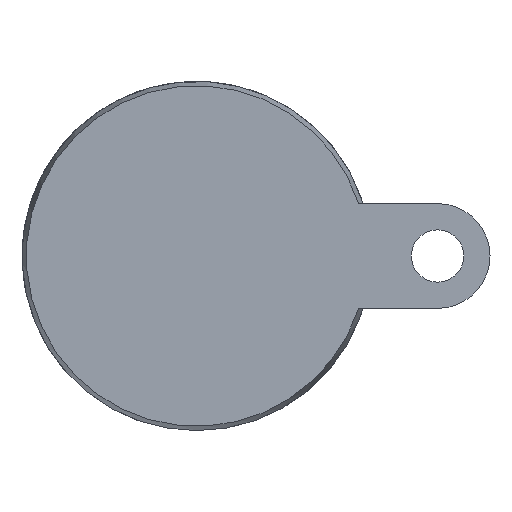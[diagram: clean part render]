
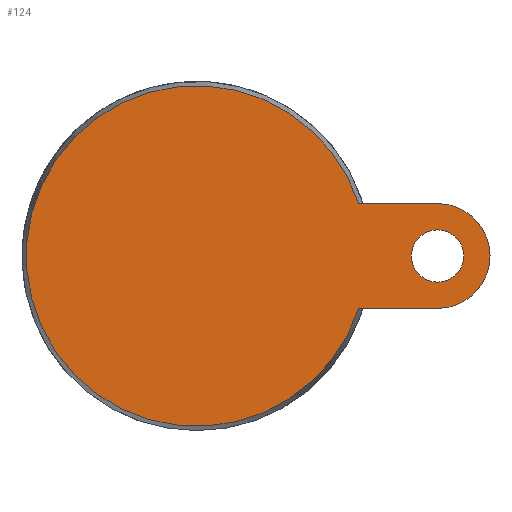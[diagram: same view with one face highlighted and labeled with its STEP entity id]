
A CAD part, front view. The second image highlights one B-rep face of the part: STEP entity #124.
In plain terms, the highlighted planar face has unit normal (0, -1, 0).
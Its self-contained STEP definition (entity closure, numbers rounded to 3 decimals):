
#124 = ADVANCED_FACE( '', ( #270, #271 ), #272, .F. );
#270 = FACE_BOUND( '', #461, .T. );
#271 = FACE_OUTER_BOUND( '', #462, .T. );
#272 = PLANE( '', #463 );
#461 = EDGE_LOOP( '', ( #729 ) );
#462 = EDGE_LOOP( '', ( #730, #731, #732, #733 ) );
#463 = AXIS2_PLACEMENT_3D( '', #734, #735, #736 );
#729 = ORIENTED_EDGE( '', *, *, #925, .T. );
#730 = ORIENTED_EDGE( '', *, *, #949, .F. );
#731 = ORIENTED_EDGE( '', *, *, #890, .T. );
#732 = ORIENTED_EDGE( '', *, *, #906, .F. );
#733 = ORIENTED_EDGE( '', *, *, #936, .F. );
#734 = CARTESIAN_POINT( '', ( 48.75, 0., 0. ) );
#735 = DIRECTION( '', ( 0., 1., 0. ) );
#736 = DIRECTION( '', ( 0., 0., 1. ) );
#890 = EDGE_CURVE( '', #1037, #1041, #1043, .T. );
#906 = EDGE_CURVE( '', #1065, #1041, #1066, .T. );
#925 = EDGE_CURVE( '', #1095, #1095, #1096, .T. );
#936 = EDGE_CURVE( '', #1111, #1065, #1112, .T. );
#949 = EDGE_CURVE( '', #1037, #1111, #1126, .T. );
#1037 = VERTEX_POINT( '', #1295 );
#1041 = VERTEX_POINT( '', #1302 );
#1043 = CIRCLE( '', #1307, 48.75 );
#1065 = VERTEX_POINT( '', #1369 );
#1066 = LINE( '', #1370, #1371 );
#1095 = VERTEX_POINT( '', #1414 );
#1096 = CIRCLE( '', #1415, 7.5 );
#1111 = VERTEX_POINT( '', #1442 );
#1112 = CIRCLE( '', #1443, 15. );
#1126 = LINE( '', #1458, #1459 );
#1295 = CARTESIAN_POINT( '', ( 46.385, 0., 15. ) );
#1302 = CARTESIAN_POINT( '', ( 46.385, 0., -15. ) );
#1307 = AXIS2_PLACEMENT_3D( '', #1535, #1536, #1537 );
#1369 = CARTESIAN_POINT( '', ( 69., 0., -15. ) );
#1370 = CARTESIAN_POINT( '', ( 69., 0., -15. ) );
#1371 = VECTOR( '', #1545, 1000. );
#1414 = CARTESIAN_POINT( '', ( 76.5, 0., 0. ) );
#1415 = AXIS2_PLACEMENT_3D( '', #1575, #1576, #1577 );
#1442 = CARTESIAN_POINT( '', ( 69., 0., 15. ) );
#1443 = AXIS2_PLACEMENT_3D( '', #1590, #1591, #1592 );
#1458 = CARTESIAN_POINT( '', ( 0., 0., 15. ) );
#1459 = VECTOR( '', #1612, 1000. );
#1535 = CARTESIAN_POINT( '', ( 0., 0., 0. ) );
#1536 = DIRECTION( '', ( 0., -1., 0. ) );
#1537 = DIRECTION( '', ( 0., 0., -1. ) );
#1545 = DIRECTION( '', ( -1., 0., 0. ) );
#1575 = CARTESIAN_POINT( '', ( 69., 0., 0. ) );
#1576 = DIRECTION( '', ( 0., 1., 0. ) );
#1577 = DIRECTION( '', ( 1., 0., 0. ) );
#1590 = CARTESIAN_POINT( '', ( 69., 0., 0. ) );
#1591 = DIRECTION( '', ( 0., 1., 0. ) );
#1592 = DIRECTION( '', ( 1., 0., 0. ) );
#1612 = DIRECTION( '', ( 1., 0., 0. ) );
